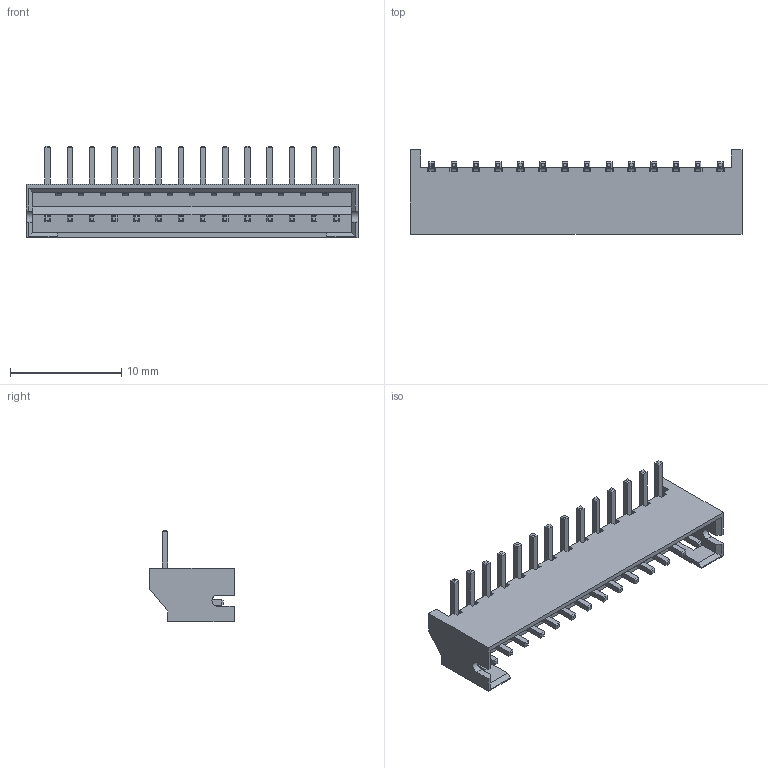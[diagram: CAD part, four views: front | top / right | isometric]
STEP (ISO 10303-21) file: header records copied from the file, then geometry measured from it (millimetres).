
FILE_DESCRIPTION (( 'STEP AP214' ), '1' );
FILE_NAME ('JST-S14B-PH-K-S.STEP', '2020-12-29T22:17:56', ( '' ), ( '' ), 'SwSTEP 2.0', 'SolidWorks 2020', '' );
FILE_SCHEMA (( 'AUTOMOTIVE_DESIGN' ));
Length unit declared in the file: millimetre
Products named in the file (1): JST-S14B-PH-K-S
Bounding box: 29.9 x 7.6 x 8.2 mm (x, y, z)
Volume: 379 mm3; surface area: 1154.1 mm2
Topology: 1 solids, 1 shells, 477 faces, 1174 edges, 724 vertices
Faces by surface type: plane 417, bspline 56, cylinder 4
Entity records: 20652 total; most frequent: CARTESIAN_POINT 4336, ORIENTED_EDGE 2348, DIRECTION 2082, EDGE_CURVE 1174, LINE 1110, VECTOR 1110, VERTEX_POINT 724, EDGE_LOOP 506
